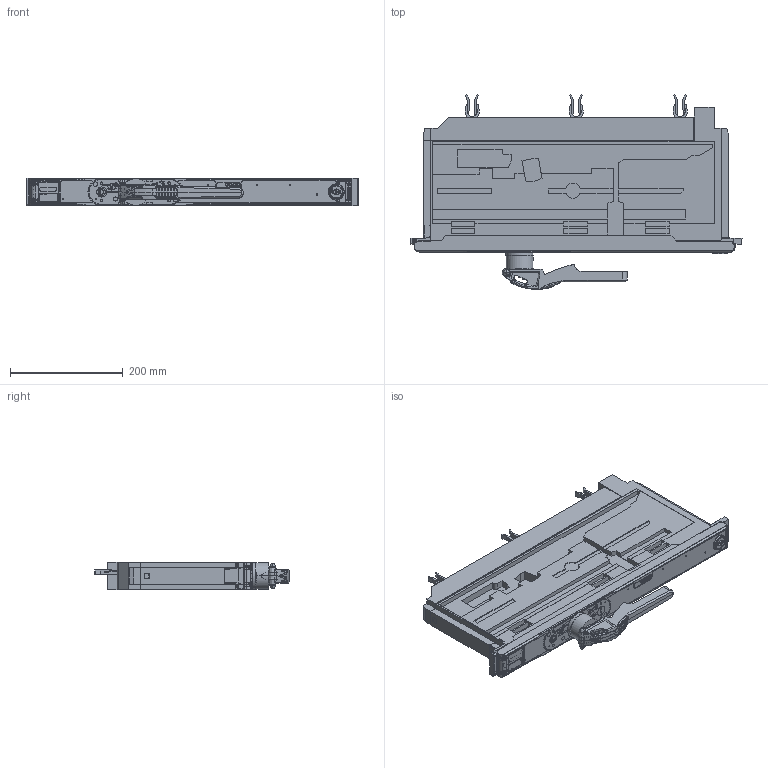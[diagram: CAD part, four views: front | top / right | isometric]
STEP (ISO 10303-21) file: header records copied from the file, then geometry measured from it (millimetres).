
FILE_DESCRIPTION(('CATIA V5 STEP'),'2;1');
FILE_NAME('A0642_SASIL_plus_00_50_185_3_polig_symmetrisch.stp','2010-10-18T09:57:40+00:00',('none'),('Jean Müller GmbH'),'CATIA Version 5 Release 19 SP 7 (IN-10)','CATIA V5 STEP AP214','none');
FILE_SCHEMA(('AUTOMOTIVE_DESIGN { 1 0 10303 214 1 1 1 1 }'));
Products named in the file (14): A0642_SASIL_plus_00_50_185_3_polig_symmetrisch; IGSA00071_SASIL_plus_00_50_185_symmetrisch; 33932_98_Schalthebel_IGES_Version; 33934_98_Schaltknebel_IGES; 33933_99_Schalthebelclip_IGES; 33870_Drehriegelverschluss; 33935_98_Verschlusskappe_IGES; 33944_99_Blende_links_IGES; 33943_99_Blende_rechts_IGES; 85577_Fremdfederung_10mm; 65719_Sechskantschr_mit_Schlitz_M8x20_DIN933; 67479_Sechskantmutter_M8; 33878_02_98_Leistenhalter_rechts_Symmetrisch_IGES; 33879_02_98_Leistenhalter_links_symmetrisch_IGES_Version
Assembly tree (20 placements, depth 2):
  A0642_SASIL_plus_00_50_185_3_polig_symmetrisch
    IGSA00071_SASIL_plus_00_50_185_symmetrisch
    33932_98_Schalthebel_IGES_Version
    33934_98_Schaltknebel_IGES
    33933_99_Schalthebelclip_IGES
    33870_Drehriegelverschluss
    33935_98_Verschlusskappe_IGES  x2
    33944_99_Blende_links_IGES
    33943_99_Blende_rechts_IGES
    85577_Fremdfederung_10mm  x3
    65719_Sechskantschr_mit_Schlitz_M8x20_DIN933  x3
    67479_Sechskantmutter_M8  x3
    33878_02_98_Leistenhalter_rechts_Symmetrisch_IGES
    33879_02_98_Leistenhalter_links_symmetrisch_IGES_Version
Bounding box: 590.13 x 346.34 x 49.63 mm (x, y, z)
Volume: 5943595.8 mm3; surface area: 602810.8 mm2
Topology: 34 solids, 34 shells, 3556 faces, 9361 edges, 5824 vertices
Faces by surface type: plane 1606, cylinder 962, bspline 531, cone 200, sphere 119, torus 80, revolution 56, extrusion 2
Entity records: 130383 total; most frequent: CARTESIAN_POINT 53538, ORIENTED_EDGE 17544, DIRECTION 10602, EDGE_CURVE 8772, VERTEX_POINT 5525, VECTOR 4446, LINE 4444, AXIS2_PLACEMENT_3D 3795
